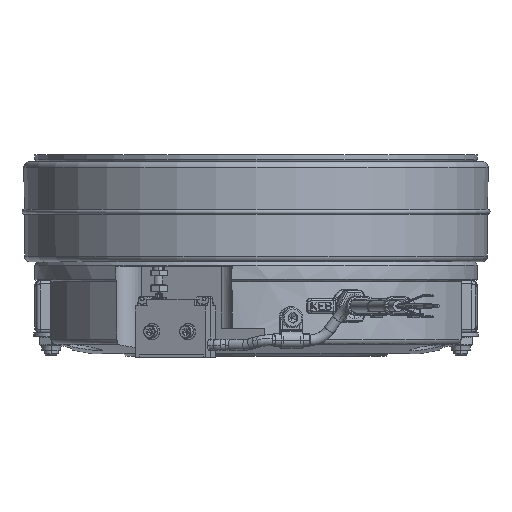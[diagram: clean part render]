
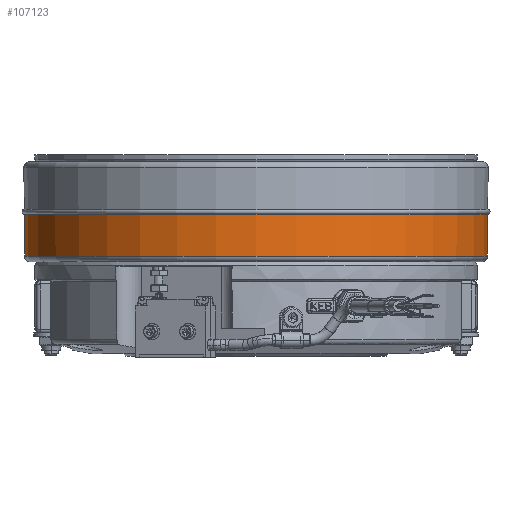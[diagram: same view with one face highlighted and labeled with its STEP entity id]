
A CAD part, front view. The second image highlights one B-rep face of the part: STEP entity #107123.
In plain terms, the highlighted conical face has half-angle 0.279 degrees and reference radius 99.5 mm.
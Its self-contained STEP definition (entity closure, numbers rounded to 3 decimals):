
#2779 = LINE ( 'NONE', #95554, #78971 ) ;
#6536 = AXIS2_PLACEMENT_3D ( 'NONE', #108268, #101509, #107735 ) ;
#8975 = DIRECTION ( 'NONE',  ( -0.005, 0., 1. ) ) ;
#11122 = CIRCLE ( 'NONE', #50366, 99.5 ) ;
#15379 = EDGE_CURVE ( 'NONE', #77906, #76132, #62876, .T. ) ;
#20095 = CARTESIAN_POINT ( 'NONE',  ( 99.412, 0., -38.012 ) ) ;
#29751 = CONICAL_SURFACE ( 'NONE', #6536, 99.5, 0.005 ) ;
#32318 = EDGE_CURVE ( 'NONE', #76132, #55960, #35096, .T. ) ;
#32562 = DIRECTION ( 'NONE',  ( 0., 0., 1. ) ) ;
#33536 = CARTESIAN_POINT ( 'NONE',  ( 99.5, 0., -20. ) ) ;
#34591 = EDGE_CURVE ( 'NONE', #108887, #55960, #11122, .T. ) ;
#35096 = LINE ( 'NONE', #50233, #95988 ) ;
#35570 = EDGE_LOOP ( 'NONE', ( #46731, #54634, #92349, #72113 ) ) ;
#36405 = CARTESIAN_POINT ( 'NONE',  ( -99.412, 0., -38.012 ) ) ;
#38695 = DIRECTION ( 'NONE',  ( 0., 0., 1. ) ) ;
#40078 = FACE_OUTER_BOUND ( 'NONE', #35570, .T. ) ;
#46731 = ORIENTED_EDGE ( 'NONE', *, *, #104040, .F. ) ;
#47061 = CARTESIAN_POINT ( 'NONE',  ( 0., 0., -20. ) ) ;
#50233 = CARTESIAN_POINT ( 'NONE',  ( 99.5, 0., -20. ) ) ;
#50366 = AXIS2_PLACEMENT_3D ( 'NONE', #47061, #38695, #72796 ) ;
#52610 = CARTESIAN_POINT ( 'NONE',  ( -99.5, 0., -20. ) ) ;
#54634 = ORIENTED_EDGE ( 'NONE', *, *, #15379, .T. ) ;
#55960 = VERTEX_POINT ( 'NONE', #33536 ) ;
#62876 = CIRCLE ( 'NONE', #77153, 99.412 ) ;
#72113 = ORIENTED_EDGE ( 'NONE', *, *, #34591, .F. ) ;
#72796 = DIRECTION ( 'NONE',  ( 1., 0., 0. ) ) ;
#76132 = VERTEX_POINT ( 'NONE', #20095 ) ;
#77153 = AXIS2_PLACEMENT_3D ( 'NONE', #99624, #32562, #83954 ) ;
#77906 = VERTEX_POINT ( 'NONE', #36405 ) ;
#78125 = DIRECTION ( 'NONE',  ( 0.005, 0., 1. ) ) ;
#78971 = VECTOR ( 'NONE', #8975, 1000. ) ;
#83954 = DIRECTION ( 'NONE',  ( 1., 0., 0. ) ) ;
#92349 = ORIENTED_EDGE ( 'NONE', *, *, #32318, .T. ) ;
#95554 = CARTESIAN_POINT ( 'NONE',  ( -99.5, 0., -20. ) ) ;
#95988 = VECTOR ( 'NONE', #78125, 1000. ) ;
#99624 = CARTESIAN_POINT ( 'NONE',  ( 0., 0., -38.012 ) ) ;
#101509 = DIRECTION ( 'NONE',  ( 0., 0., 1. ) ) ;
#104040 = EDGE_CURVE ( 'NONE', #77906, #108887, #2779, .T. ) ;
#107123 = ADVANCED_FACE ( 'NONE', ( #40078 ), #29751, .T. ) ;
#107735 = DIRECTION ( 'NONE',  ( 1., 0., 0. ) ) ;
#108268 = CARTESIAN_POINT ( 'NONE',  ( 0., 0., -20. ) ) ;
#108887 = VERTEX_POINT ( 'NONE', #52610 ) ;
